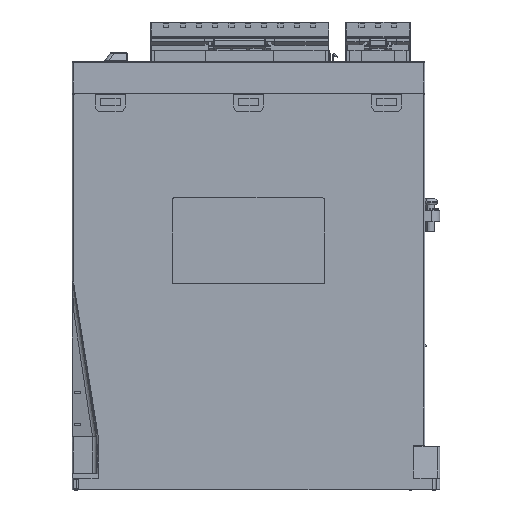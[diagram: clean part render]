
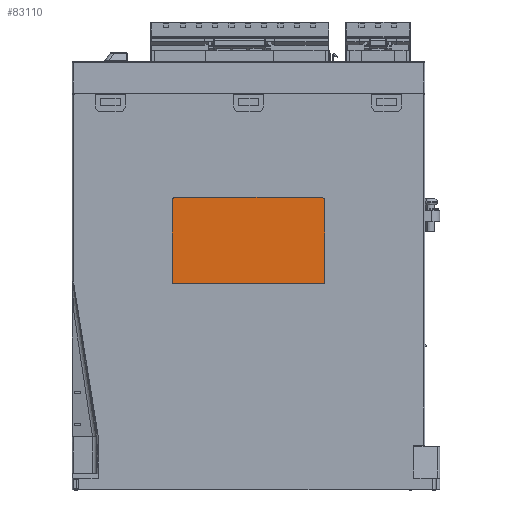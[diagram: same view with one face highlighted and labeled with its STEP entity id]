
A CAD part, left-side view. The second image highlights one B-rep face of the part: STEP entity #83110.
In plain terms, the highlighted planar face has unit normal (-1, 0, 0).
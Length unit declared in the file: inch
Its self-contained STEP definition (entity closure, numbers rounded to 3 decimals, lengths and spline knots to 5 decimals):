
#2344 = CARTESIAN_POINT ( 'NONE',  ( -1.14073, 1.37855, -4.02093 ) ) ;
#7286 = EDGE_CURVE ( 'NONE', #30824, #98584, #14170, .T. ) ;
#10090 = CARTESIAN_POINT ( 'NONE',  ( -1.14073, -3.18898, -2.46003 ) ) ;
#14170 = CIRCLE ( 'NONE', #70448, 0.05966 ) ;
#17902 = DIRECTION ( 'NONE',  ( -1., 0., 0. ) ) ;
#18686 = CIRCLE ( 'NONE', #173752, 0.05966 ) ;
#30392 = CARTESIAN_POINT ( 'NONE',  ( -1.14073, -1.3189, -5. ) ) ;
#30824 = VERTEX_POINT ( 'NONE', #175560 ) ;
#32744 = ORIENTED_EDGE ( 'NONE', *, *, #7286, .T. ) ;
#49103 = DIRECTION ( 'NONE',  ( 0., -1., 0. ) ) ;
#61399 = DIRECTION ( 'NONE',  ( 0., -1., 0. ) ) ;
#61568 = DIRECTION ( 'NONE',  ( 0., 0., -1. ) ) ;
#61921 = DIRECTION ( 'NONE',  ( 0., 0., 1. ) ) ;
#69974 = VECTOR ( 'NONE', #61921, 39.37008 ) ;
#70448 = AXIS2_PLACEMENT_3D ( 'NONE', #177193, #142129, #49103 ) ;
#70468 = EDGE_CURVE ( 'NONE', #108812, #121945, #81122, .T. ) ;
#80976 = FACE_OUTER_BOUND ( 'NONE', #149212, .T. ) ;
#81122 = LINE ( 'NONE', #160657, #192004 ) ;
#82354 = ORIENTED_EDGE ( 'NONE', *, *, #93687, .T. ) ;
#83110 = ADVANCED_FACE ( 'NONE', ( #80976 ), #126470, .T. ) ;
#84985 = EDGE_CURVE ( 'NONE', #138289, #30824, #102132, .T. ) ;
#87353 = CARTESIAN_POINT ( 'NONE',  ( -1.14073, -1.37855, -2.51969 ) ) ;
#90650 = ORIENTED_EDGE ( 'NONE', *, *, #115867, .T. ) ;
#91194 = DIRECTION ( 'NONE',  ( 0., -1., 0. ) ) ;
#93687 = EDGE_CURVE ( 'NONE', #170070, #138289, #18686, .T. ) ;
#98584 = VERTEX_POINT ( 'NONE', #201134 ) ;
#100658 = VECTOR ( 'NONE', #120709, 39.37008 ) ;
#102132 = LINE ( 'NONE', #10090, #100658 ) ;
#103665 = DIRECTION ( 'NONE',  ( -1., 0., 0. ) ) ;
#108084 = CARTESIAN_POINT ( 'NONE',  ( -1.14073, 1.37855, -7.5 ) ) ;
#108812 = VERTEX_POINT ( 'NONE', #2344 ) ;
#114169 = DIRECTION ( 'NONE',  ( 0., -1., 0. ) ) ;
#115676 = CARTESIAN_POINT ( 'NONE',  ( -1.14073, -1.37855, -4.02093 ) ) ;
#115867 = EDGE_CURVE ( 'NONE', #121945, #170070, #171442, .T. ) ;
#117712 = EDGE_CURVE ( 'NONE', #98584, #108812, #186617, .T. ) ;
#120709 = DIRECTION ( 'NONE',  ( 0., 1., 0. ) ) ;
#121945 = VERTEX_POINT ( 'NONE', #115676 ) ;
#126470 = PLANE ( 'NONE',  #140337 ) ;
#138289 = VERTEX_POINT ( 'NONE', #178089 ) ;
#140337 = AXIS2_PLACEMENT_3D ( 'NONE', #30392, #17902, #61399 ) ;
#140736 = ORIENTED_EDGE ( 'NONE', *, *, #117712, .T. ) ;
#142129 = DIRECTION ( 'NONE',  ( -1., 0., 0. ) ) ;
#149212 = EDGE_LOOP ( 'NONE', ( #178119, #90650, #82354, #191048, #32744, #140736 ) ) ;
#152213 = CARTESIAN_POINT ( 'NONE',  ( -1.14073, -1.3189, -2.51969 ) ) ;
#160657 = CARTESIAN_POINT ( 'NONE',  ( -1.14073, 0., -4.02093 ) ) ;
#170070 = VERTEX_POINT ( 'NONE', #87353 ) ;
#171442 = LINE ( 'NONE', #172500, #69974 ) ;
#172500 = CARTESIAN_POINT ( 'NONE',  ( -1.14073, -1.37855, -7.5 ) ) ;
#173752 = AXIS2_PLACEMENT_3D ( 'NONE', #152213, #103665, #91194 ) ;
#175560 = CARTESIAN_POINT ( 'NONE',  ( -1.14073, 1.3189, -2.46003 ) ) ;
#177193 = CARTESIAN_POINT ( 'NONE',  ( -1.14073, 1.3189, -2.51969 ) ) ;
#178089 = CARTESIAN_POINT ( 'NONE',  ( -1.14073, -1.3189, -2.46003 ) ) ;
#178119 = ORIENTED_EDGE ( 'NONE', *, *, #70468, .T. ) ;
#185280 = VECTOR ( 'NONE', #61568, 39.37008 ) ;
#186617 = LINE ( 'NONE', #108084, #185280 ) ;
#191048 = ORIENTED_EDGE ( 'NONE', *, *, #84985, .T. ) ;
#192004 = VECTOR ( 'NONE', #114169, 39.37008 ) ;
#201134 = CARTESIAN_POINT ( 'NONE',  ( -1.14073, 1.37855, -2.51969 ) ) ;
